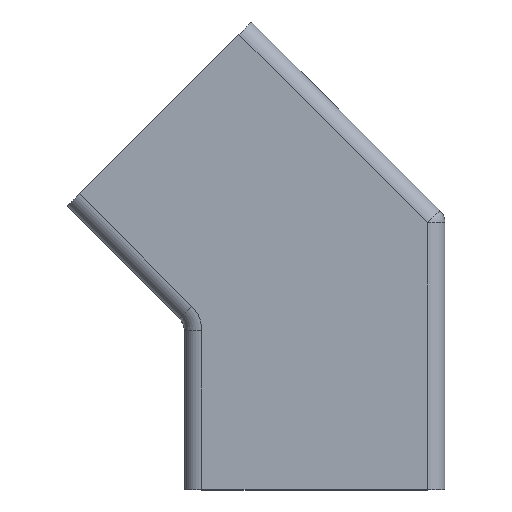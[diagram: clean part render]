
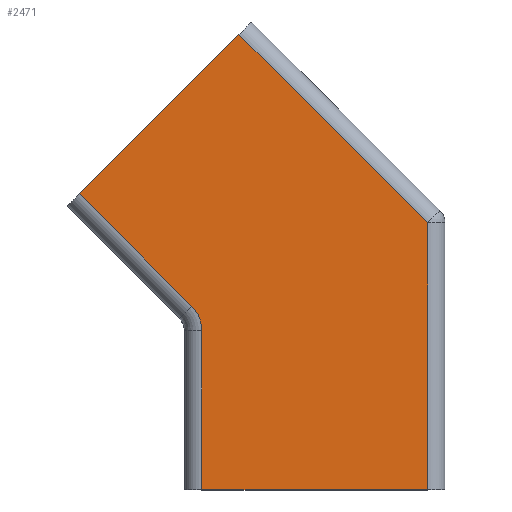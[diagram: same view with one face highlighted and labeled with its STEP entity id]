
A CAD part, top view. The second image highlights one B-rep face of the part: STEP entity #2471.
In plain terms, the highlighted planar face has unit normal (0, 0, 1).
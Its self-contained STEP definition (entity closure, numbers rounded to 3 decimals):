
#31 = VECTOR ( 'NONE', #2249, 1000. ) ;
#37 = LINE ( 'NONE', #4852, #2458 ) ;
#74 = VERTEX_POINT ( 'NONE', #2747 ) ;
#167 = EDGE_CURVE ( 'NONE', #3573, #931, #4310, .T. ) ;
#172 = LINE ( 'NONE', #5362, #31 ) ;
#194 = EDGE_CURVE ( 'NONE', #1298, #74, #3402, .T. ) ;
#210 = ORIENTED_EDGE ( 'NONE', *, *, #194, .T. ) ;
#216 = ORIENTED_EDGE ( 'NONE', *, *, #4651, .T. ) ;
#341 = CIRCLE ( 'NONE', #2743, 6. ) ;
#789 = CARTESIAN_POINT ( 'NONE',  ( 19.5, 0., 22.5 ) ) ;
#792 = VERTEX_POINT ( 'NONE', #876 ) ;
#853 = AXIS2_PLACEMENT_3D ( 'NONE', #4934, #3151, #2691 ) ;
#876 = CARTESIAN_POINT ( 'NONE',  ( -19.5, 27.454, 22.5 ) ) ;
#923 = ORIENTED_EDGE ( 'NONE', *, *, #5401, .F. ) ;
#931 = VERTEX_POINT ( 'NONE', #789 ) ;
#1070 = DIRECTION ( 'NONE',  ( -1., 0., 0. ) ) ;
#1086 = ORIENTED_EDGE ( 'NONE', *, *, #1381, .F. ) ;
#1222 = EDGE_LOOP ( 'NONE', ( #1086, #4971, #3044, #3634, #216, #923, #210 ) ) ;
#1298 = VERTEX_POINT ( 'NONE', #5490 ) ;
#1381 = EDGE_CURVE ( 'NONE', #792, #74, #341, .T. ) ;
#1538 = VERTEX_POINT ( 'NONE', #1629 ) ;
#1629 = CARTESIAN_POINT ( 'NONE',  ( -13.093, 78.687, 22.5 ) ) ;
#1734 = DIRECTION ( 'NONE',  ( 0., 0., 1. ) ) ;
#1792 = VECTOR ( 'NONE', #2619, 1000. ) ;
#1804 = CARTESIAN_POINT ( 'NONE',  ( -10.972, 80.808, 22.5 ) ) ;
#2181 = DIRECTION ( 'NONE',  ( 0., 1., 0. ) ) ;
#2249 = DIRECTION ( 'NONE',  ( 0., -1., 0. ) ) ;
#2374 = LINE ( 'NONE', #3076, #3560 ) ;
#2458 = VECTOR ( 'NONE', #2181, 1000. ) ;
#2471 = ADVANCED_FACE ( 'NONE', ( #3632 ), #4481, .F. ) ;
#2482 = EDGE_CURVE ( 'NONE', #792, #3573, #172, .T. ) ;
#2533 = VERTEX_POINT ( 'NONE', #3971 ) ;
#2619 = DIRECTION ( 'NONE',  ( 0.707, -0.707, 0. ) ) ;
#2691 = DIRECTION ( 'NONE',  ( -1., 0., 0. ) ) ;
#2743 = AXIS2_PLACEMENT_3D ( 'NONE', #3760, #1734, #1070 ) ;
#2747 = CARTESIAN_POINT ( 'NONE',  ( -21.257, 31.697, 22.5 ) ) ;
#3044 = ORIENTED_EDGE ( 'NONE', *, *, #167, .T. ) ;
#3076 = CARTESIAN_POINT ( 'NONE',  ( -13.093, 78.687, 22.5 ) ) ;
#3138 = VECTOR ( 'NONE', #3985, 1000. ) ;
#3151 = DIRECTION ( 'NONE',  ( 0., 0., -1. ) ) ;
#3402 = LINE ( 'NONE', #5341, #1792 ) ;
#3539 = CARTESIAN_POINT ( 'NONE',  ( 22.5, 0., 22.5 ) ) ;
#3560 = VECTOR ( 'NONE', #5738, 1000. ) ;
#3563 = EDGE_CURVE ( 'NONE', #931, #2533, #37, .T. ) ;
#3573 = VERTEX_POINT ( 'NONE', #5299 ) ;
#3632 = FACE_OUTER_BOUND ( 'NONE', #1222, .T. ) ;
#3634 = ORIENTED_EDGE ( 'NONE', *, *, #3563, .T. ) ;
#3751 = LINE ( 'NONE', #1804, #3891 ) ;
#3760 = CARTESIAN_POINT ( 'NONE',  ( -25.5, 27.454, 22.5 ) ) ;
#3891 = VECTOR ( 'NONE', #4480, 1000. ) ;
#3971 = CARTESIAN_POINT ( 'NONE',  ( 19.5, 46.094, 22.5 ) ) ;
#3985 = DIRECTION ( 'NONE',  ( 1., 0., 0. ) ) ;
#4310 = LINE ( 'NONE', #3539, #3138 ) ;
#4480 = DIRECTION ( 'NONE',  ( 0.707, 0.707, 0. ) ) ;
#4481 = PLANE ( 'NONE',  #853 ) ;
#4651 = EDGE_CURVE ( 'NONE', #2533, #1538, #2374, .T. ) ;
#4852 = CARTESIAN_POINT ( 'NONE',  ( 19.5, 6.8, 22.5 ) ) ;
#4934 = CARTESIAN_POINT ( 'NONE',  ( 22.5, 6.8, 22.5 ) ) ;
#4971 = ORIENTED_EDGE ( 'NONE', *, *, #2482, .T. ) ;
#5299 = CARTESIAN_POINT ( 'NONE',  ( -19.5, 0., 22.5 ) ) ;
#5341 = CARTESIAN_POINT ( 'NONE',  ( -20.379, 30.818, 22.5 ) ) ;
#5362 = CARTESIAN_POINT ( 'NONE',  ( -19.5, 6.8, 22.5 ) ) ;
#5401 = EDGE_CURVE ( 'NONE', #1298, #1538, #3751, .T. ) ;
#5490 = CARTESIAN_POINT ( 'NONE',  ( -40.67, 51.11, 22.5 ) ) ;
#5738 = DIRECTION ( 'NONE',  ( -0.707, 0.707, 0. ) ) ;
